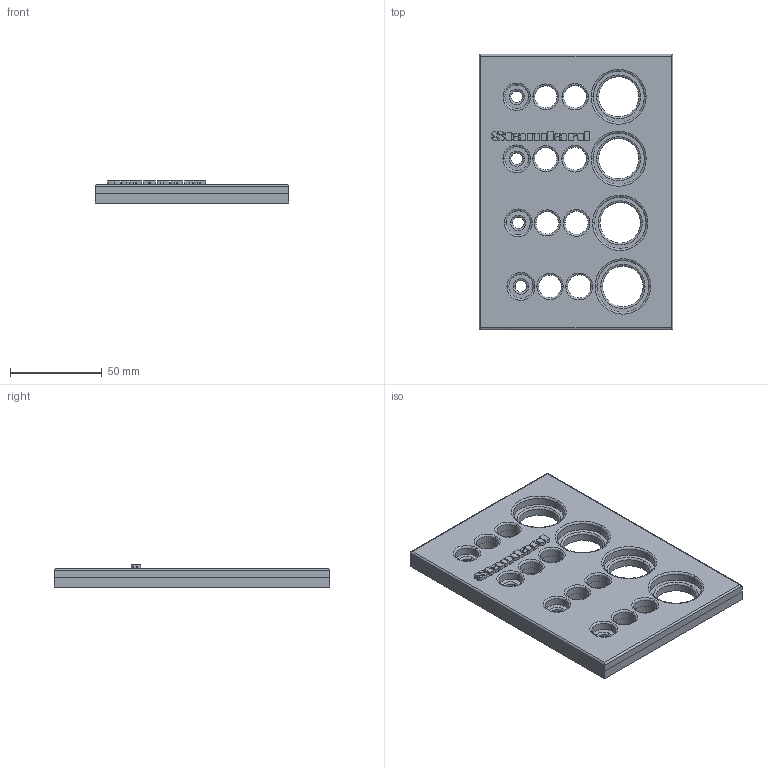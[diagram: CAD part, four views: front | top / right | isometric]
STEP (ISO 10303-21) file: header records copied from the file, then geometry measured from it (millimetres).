
FILE_DESCRIPTION (( 'STEP AP203' ), '1' );
FILE_NAME ('Hole test.STEP', '2025-02-12T14:45:54', ( '' ), ( '' ), 'SwSTEP 2.0', 'SolidWorks 2023', '' );
FILE_SCHEMA (( 'CONFIG_CONTROL_DESIGN' ));
Length unit declared in the file: millimetre
Products named in the file (1): Hole test
Bounding box: 105.66 x 150.12 x 12 mm (x, y, z)
Volume: 125756.3 mm3; surface area: 62614.4 mm2
Topology: 2 solids, 2 shells, 268 faces, 702 edges, 450 vertices
Faces by surface type: plane 89, cylinder 68, bspline 61, torus 50
Entity records: 12179 total; most frequent: CARTESIAN_POINT 5614, ORIENTED_EDGE 1404, DIRECTION 1220, EDGE_CURVE 702, VERTEX_POINT 450, AXIS2_PLACEMENT_3D 436, LINE 348, VECTOR 348
